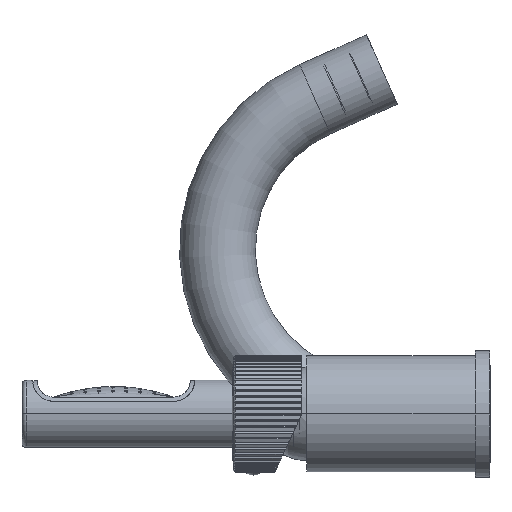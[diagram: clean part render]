
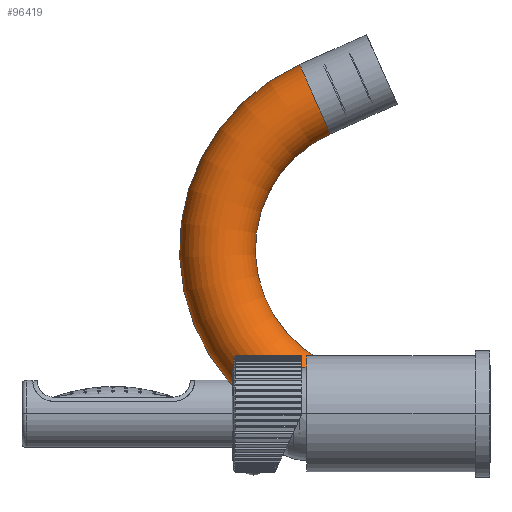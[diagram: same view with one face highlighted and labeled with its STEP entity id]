
A CAD part, left-side view. The second image highlights one B-rep face of the part: STEP entity #96419.
In plain terms, the highlighted toroidal (fillet/blend) face has major radius 78 mm and minor radius 18 mm.
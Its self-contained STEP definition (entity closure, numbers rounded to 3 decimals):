
#80551=CARTESIAN_POINT('',(150.,44.3,0.));
#80552=DIRECTION('',(0.,1.,0.));
#80553=DIRECTION('',(0.,0.,-1.));
#80554=AXIS2_PLACEMENT_3D('',#80551,#80552,#80553);
#80556=CARTESIAN_POINT('',(150.,44.3,78.));
#80557=DIRECTION('',(1.,0.,0.));
#80558=DIRECTION('',(0.,0.,-1.));
#80559=AXIS2_PLACEMENT_3D('',#80556,#80557,#80558);
#80566=CARTESIAN_POINT('',(150.,44.3,78.));
#80567=DIRECTION('',(1.,0.,0.));
#80568=DIRECTION('',(0.,0.,-1.));
#80569=AXIS2_PLACEMENT_3D('',#80566,#80567,#80568);
#80594=CARTESIAN_POINT('',(150.,76.025,149.257));
#80595=DIRECTION('',(0.,-0.914,0.407));
#80596=DIRECTION('',(0.,0.407,0.914));
#80597=AXIS2_PLACEMENT_3D('',#80594,#80595,#80596);
#88491=CARTESIAN_POINT('',(150.,44.3,18.));
#88492=CARTESIAN_POINT('',(150.,44.3,-18.));
#88493=VERTEX_POINT('',#88491);
#88494=VERTEX_POINT('',#88492);
#88499=CARTESIAN_POINT('',(150.,68.704,132.813));
#88500=CARTESIAN_POINT('',(150.,83.347,165.7));
#88501=VERTEX_POINT('',#88499);
#88502=VERTEX_POINT('',#88500);
#96405=CARTESIAN_POINT('',(150.,44.3,78.));
#96406=DIRECTION('',(1.,0.,0.));
#96407=DIRECTION('',(0.,0.,1.));
#96408=AXIS2_PLACEMENT_3D('',#96405,#96406,#96407);
#96409=TOROIDAL_SURFACE('',#96408,78.,18.);
#96410=ORIENTED_EDGE('',*,*,#96392,.F.);
#96412=ORIENTED_EDGE('',*,*,#96411,.T.);
#96414=ORIENTED_EDGE('',*,*,#96413,.T.);
#96416=ORIENTED_EDGE('',*,*,#96415,.F.);
#96417=EDGE_LOOP('',(#96410,#96412,#96414,#96416));
#96418=FACE_OUTER_BOUND('',#96417,.F.);
#96419=ADVANCED_FACE('',(#96418),#96409,.T.);
#80555=CIRCLE('',#80554,18.);
#80560=CIRCLE('',#80559,96.);
#80570=CIRCLE('',#80569,60.);
#80598=CIRCLE('',#80597,18.);
#96392=EDGE_CURVE('',#88494,#88493,#80555,.T.);
#96411=EDGE_CURVE('',#88494,#88502,#80560,.T.);
#96413=EDGE_CURVE('',#88502,#88501,#80598,.T.);
#96415=EDGE_CURVE('',#88493,#88501,#80570,.T.);
